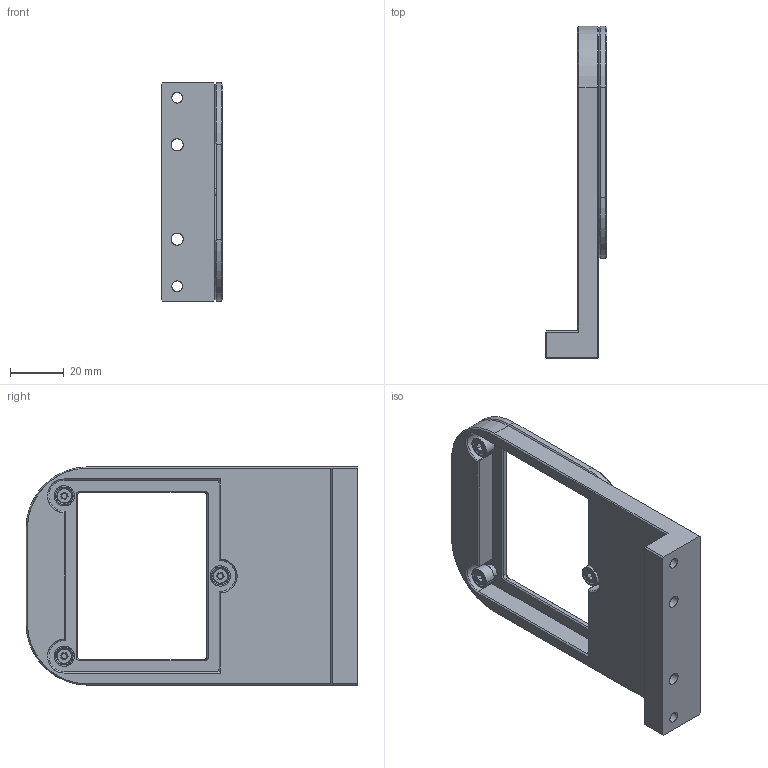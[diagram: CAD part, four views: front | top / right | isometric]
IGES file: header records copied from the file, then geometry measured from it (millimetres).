
Start section: SolidWorks IGES file using analytic representation for surfaces
Global section: file name: DP18948-B_CMPH036-056.igs; native system: SolidWorks 2021; preprocessor: SolidWorks 2021; author: lrizzotto; date: 211122.151637; units: millimetre
Bounding box: 23 x 123.1 x 81 mm (x, y, z)
Surface area: 27619.2 mm2 (no closed solid volume)
Topology: 0 solids, 0 shells, 188 faces, 2372 edges, 2372 vertices
Faces by surface type: bspline 102, revolution 86
